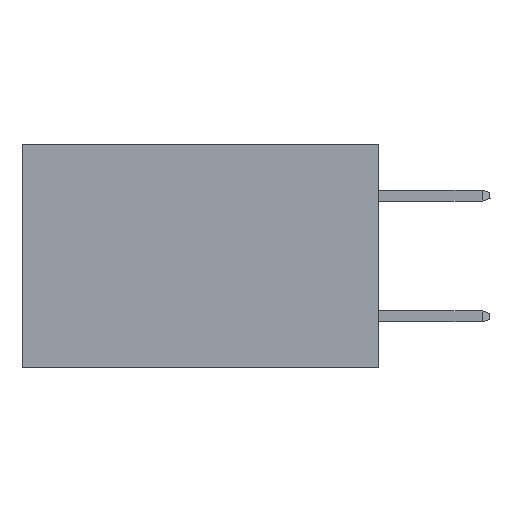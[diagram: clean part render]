
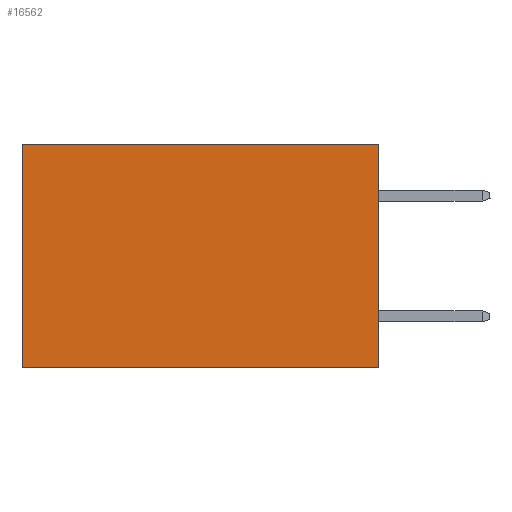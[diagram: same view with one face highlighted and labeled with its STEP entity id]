
A CAD part, left-side view. The second image highlights one B-rep face of the part: STEP entity #16562.
In plain terms, the highlighted planar face has unit normal (-1, 0, 0).
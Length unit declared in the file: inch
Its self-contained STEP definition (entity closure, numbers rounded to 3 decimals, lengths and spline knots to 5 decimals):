
#44 = CARTESIAN_POINT ( 'NONE',  ( 0.277, 0., -0.37 ) ) ;
#108 = CARTESIAN_POINT ( 'NONE',  ( 0.277, 0., -0.37 ) ) ;
#355 = CARTESIAN_POINT ( 'NONE',  ( 0.277, 0., -0.37 ) ) ;
#1310 = ORIENTED_EDGE ( 'NONE', *, *, #9333, .F. ) ;
#1522 = DIRECTION ( 'NONE',  ( 1., 0., 0. ) ) ;
#1640 = LINE ( 'NONE', #355, #9288 ) ;
#1748 = ORIENTED_EDGE ( 'NONE', *, *, #9408, .F. ) ;
#1905 = DIRECTION ( 'NONE',  ( 0., 1., 0. ) ) ;
#2905 = VECTOR ( 'NONE', #12341, 39.37008 ) ;
#2983 = DIRECTION ( 'NONE',  ( 0., 0., -1. ) ) ;
#3486 = FACE_OUTER_BOUND ( 'NONE', #16721, .T. ) ;
#3931 = PLANE ( 'NONE',  #11191 ) ;
#4058 = CARTESIAN_POINT ( 'NONE',  ( 0.277, 0.59, 0. ) ) ;
#4905 = VERTEX_POINT ( 'NONE', #5036 ) ;
#5036 = CARTESIAN_POINT ( 'NONE',  ( 0.277, 0.59, -0.37 ) ) ;
#5381 = ORIENTED_EDGE ( 'NONE', *, *, #12913, .T. ) ;
#9176 = VECTOR ( 'NONE', #2983, 39.37008 ) ;
#9288 = VECTOR ( 'NONE', #9910, 39.37008 ) ;
#9333 = EDGE_CURVE ( 'NONE', #10786, #4905, #16669, .T. ) ;
#9408 = EDGE_CURVE ( 'NONE', #11508, #10786, #1640, .T. ) ;
#9910 = DIRECTION ( 'NONE',  ( 0., 0., -1. ) ) ;
#9943 = CARTESIAN_POINT ( 'NONE',  ( 0.277, 0., 0. ) ) ;
#10669 = VERTEX_POINT ( 'NONE', #4058 ) ;
#10786 = VERTEX_POINT ( 'NONE', #108 ) ;
#10966 = DIRECTION ( 'NONE',  ( 0., 0., -1. ) ) ;
#11056 = CARTESIAN_POINT ( 'NONE',  ( 0.277, 0., -0.37 ) ) ;
#11191 = AXIS2_PLACEMENT_3D ( 'NONE', #44, #1522, #10966 ) ;
#11508 = VERTEX_POINT ( 'NONE', #15663 ) ;
#12341 = DIRECTION ( 'NONE',  ( 0., 1., 0. ) ) ;
#12352 = CARTESIAN_POINT ( 'NONE',  ( 0.277, 0.59, -0.37 ) ) ;
#12616 = LINE ( 'NONE', #12352, #9176 ) ;
#12913 = EDGE_CURVE ( 'NONE', #11508, #10669, #16399, .T. ) ;
#12994 = ORIENTED_EDGE ( 'NONE', *, *, #13425, .T. ) ;
#13204 = VECTOR ( 'NONE', #1905, 39.37008 ) ;
#13425 = EDGE_CURVE ( 'NONE', #10669, #4905, #12616, .T. ) ;
#15663 = CARTESIAN_POINT ( 'NONE',  ( 0.277, 0., 0. ) ) ;
#16399 = LINE ( 'NONE', #9943, #13204 ) ;
#16562 = ADVANCED_FACE ( 'NONE', ( #3486 ), #3931, .F. ) ;
#16669 = LINE ( 'NONE', #11056, #2905 ) ;
#16721 = EDGE_LOOP ( 'NONE', ( #12994, #1310, #1748, #5381 ) ) ;
